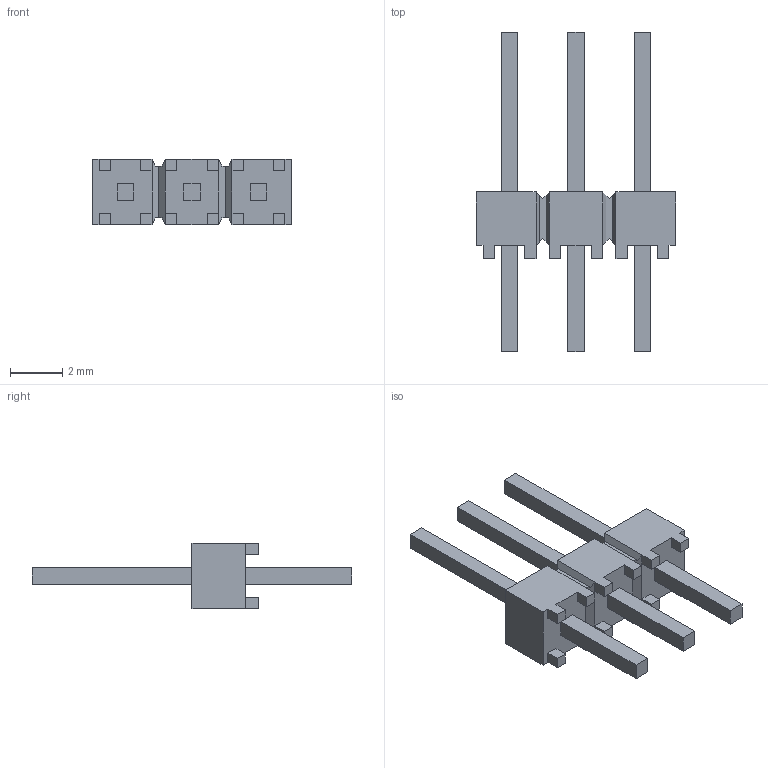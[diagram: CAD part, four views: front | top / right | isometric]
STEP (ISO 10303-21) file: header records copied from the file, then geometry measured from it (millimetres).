
FILE_DESCRIPTION(/* description */ ('STEP AP214'),/* implementation_level */ '2;1');
FILE_NAME(/* name */ 'HMTSW-103-24-SM-S-240',/* time_stamp */ '2024-10-10T11:12:21+02:00',/* author */ ('License CC BY-ND 4.0'),/* organization */ ('CADENAS'),/* preprocessor_version */ 'ST-DEVELOPER v19.3',/* originating_system */ 'PARTsolutions',/* authorisation */ ' ');
FILE_SCHEMA (('AUTOMOTIVE_DESIGN {1 0 10303 214 3 1 1}'));
Length unit declared in the file: inch
Products named in the file (3): HMTSW-103-24-SM-S-240; HMTSW-103-24-SM-S-240_body; HMTSW-103-24-S-240
Assembly tree (2 placements, depth 2):
  HMTSW-103-24-SM-S-240
    HMTSW-103-24-SM-S-240_body
    HMTSW-103-24-S-240
Bounding box: 7.62 x 12.19 x 2.49 mm (x, y, z)
Volume: 51.2 mm3; surface area: 209.9 mm2
Topology: 2 solids, 2 shells, 130 faces, 336 edges, 216 vertices
Faces by surface type: plane 130
Entity records: 3938 total; most frequent: CARTESIAN_POINT 685, ORIENTED_EDGE 672, DIRECTION 602, EDGE_CURVE 336, LINE 336, VECTOR 336, VERTEX_POINT 216, EDGE_LOOP 142
